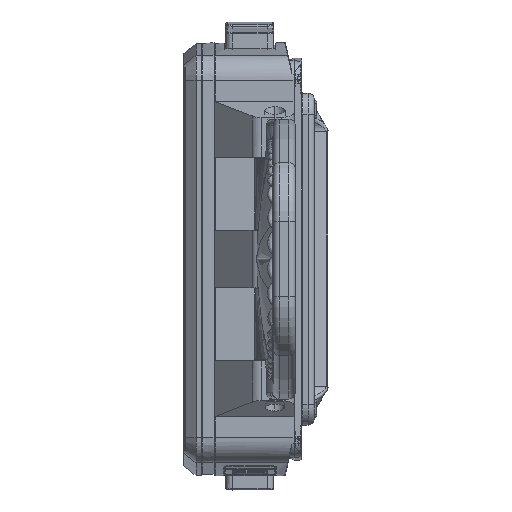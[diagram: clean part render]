
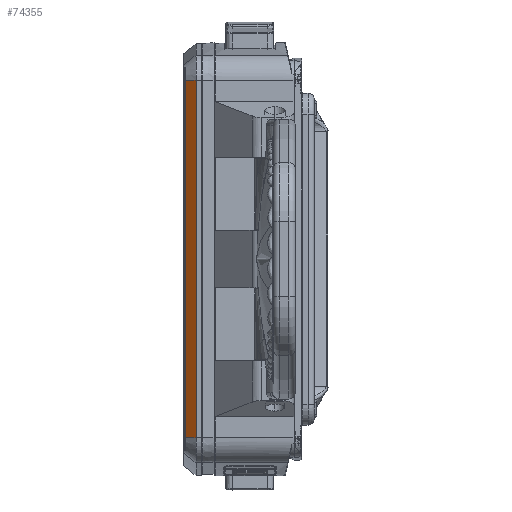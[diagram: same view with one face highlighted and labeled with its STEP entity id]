
A CAD part, left-side view. The second image highlights one B-rep face of the part: STEP entity #74355.
In plain terms, the highlighted planar face has unit normal (-0.766, 0.643, 0).
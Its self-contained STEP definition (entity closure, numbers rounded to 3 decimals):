
#1067 = ORIENTED_EDGE ( 'NONE', *, *, #27367, .F. ) ;
#1792 = VERTEX_POINT ( 'NONE', #8582 ) ;
#8582 = CARTESIAN_POINT ( 'NONE',  ( -19.5, 1.45, -14.031 ) ) ;
#9874 = VECTOR ( 'NONE', #15072, 1000. ) ;
#15072 = DIRECTION ( 'NONE',  ( 0.643, 0.766, 0. ) ) ;
#17181 = DIRECTION ( 'NONE',  ( 0.643, 0.766, 0. ) ) ;
#18271 = VECTOR ( 'NONE', #94795, 1000. ) ;
#20914 = LINE ( 'NONE', #67025, #84607 ) ;
#26940 = ORIENTED_EDGE ( 'NONE', *, *, #81740, .T. ) ;
#27367 = EDGE_CURVE ( 'NONE', #1792, #37026, #20914, .T. ) ;
#30473 = ORIENTED_EDGE ( 'NONE', *, *, #101654, .F. ) ;
#30517 = CARTESIAN_POINT ( 'NONE',  ( -18.703, 2.4, 14.031 ) ) ;
#31420 = CARTESIAN_POINT ( 'NONE',  ( -18.703, 2.4, 139.66 ) ) ;
#34282 = AXIS2_PLACEMENT_3D ( 'NONE', #31420, #89545, #39748 ) ;
#35598 = VECTOR ( 'NONE', #60629, 1000. ) ;
#36146 = CARTESIAN_POINT ( 'NONE',  ( -19.5, 1.45, 14.031 ) ) ;
#37026 = VERTEX_POINT ( 'NONE', #72135 ) ;
#38782 = VERTEX_POINT ( 'NONE', #36146 ) ;
#39394 = PLANE ( 'NONE',  #34282 ) ;
#39748 = DIRECTION ( 'NONE',  ( 0., 0., 1. ) ) ;
#45817 = EDGE_CURVE ( 'NONE', #38782, #1792, #84618, .T. ) ;
#52294 = CARTESIAN_POINT ( 'NONE',  ( -18.703, 2.4, 139.66 ) ) ;
#60629 = DIRECTION ( 'NONE',  ( 0., 0., 1. ) ) ;
#61163 = VERTEX_POINT ( 'NONE', #30517 ) ;
#62568 = EDGE_LOOP ( 'NONE', ( #26940, #30473, #1067, #83598 ) ) ;
#67025 = CARTESIAN_POINT ( 'NONE',  ( -19.5, 1.45, -14.031 ) ) ;
#72135 = CARTESIAN_POINT ( 'NONE',  ( -18.703, 2.4, -14.031 ) ) ;
#73271 = CARTESIAN_POINT ( 'NONE',  ( -19.5, 1.45, 14.031 ) ) ;
#74355 = ADVANCED_FACE ( 'NONE', ( #94961 ), #39394, .F. ) ;
#76256 = LINE ( 'NONE', #73271, #9874 ) ;
#81740 = EDGE_CURVE ( 'NONE', #38782, #61163, #76256, .T. ) ;
#83598 = ORIENTED_EDGE ( 'NONE', *, *, #45817, .F. ) ;
#84607 = VECTOR ( 'NONE', #17181, 1000. ) ;
#84618 = LINE ( 'NONE', #94426, #18271 ) ;
#89545 = DIRECTION ( 'NONE',  ( 0.766, -0.643, 0. ) ) ;
#94426 = CARTESIAN_POINT ( 'NONE',  ( -19.5, 1.45, 15.806 ) ) ;
#94795 = DIRECTION ( 'NONE',  ( 0., 0., -1. ) ) ;
#94961 = FACE_OUTER_BOUND ( 'NONE', #62568, .T. ) ;
#101654 = EDGE_CURVE ( 'NONE', #37026, #61163, #102013, .T. ) ;
#102013 = LINE ( 'NONE', #52294, #35598 ) ;
